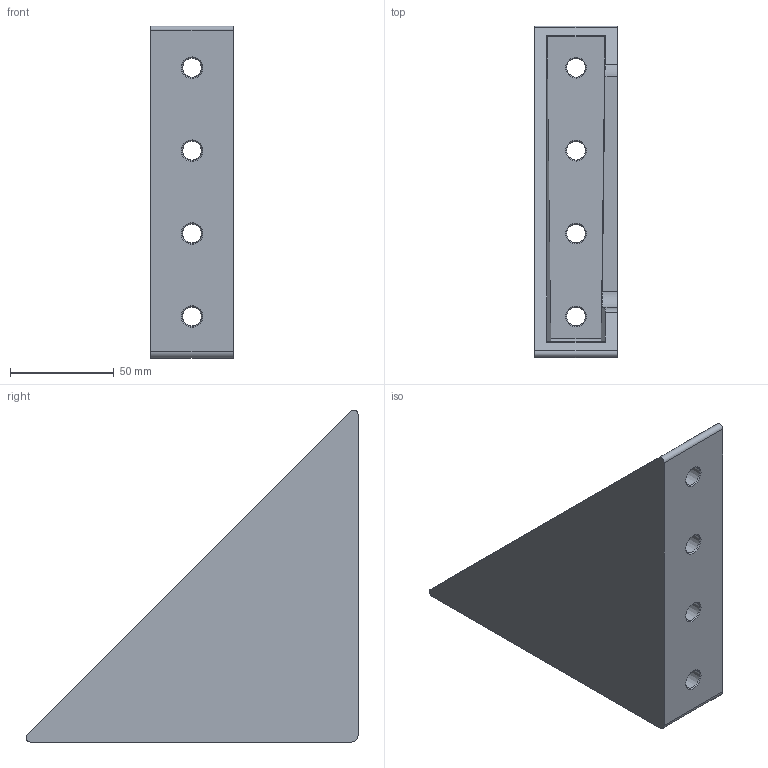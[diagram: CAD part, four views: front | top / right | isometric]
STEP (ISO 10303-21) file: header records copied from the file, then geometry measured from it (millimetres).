
FILE_DESCRIPTION(/* description */ ('STEP AP214'),/* implementation_level */ '2;1');
FILE_NAME(/* name */ '093W409(high)',/* time_stamp */ '2025-09-25T14:43:42+02:00',/* author */ ('License CC BY-ND 4.0'),/* organization */ ('CADENAS'),/* preprocessor_version */ 'ST-DEVELOPER v19.3',/* originating_system */ 'PARTsolutions',/* authorisation */ ' ');
FILE_SCHEMA (('AUTOMOTIVE_DESIGN {1 0 10303 214 3 1 1}'));
Length unit declared in the file: millimetre
Products named in the file (1): 093W409(high)
Bounding box: 40 x 160.17 x 160.17 mm (x, y, z)
Volume: 192270.7 mm3; surface area: 59932.5 mm2
Topology: 1 solids, 1 shells, 44 faces, 110 edges, 68 vertices
Faces by surface type: cone 24, plane 11, cylinder 9
Entity records: 1258 total; most frequent: DIRECTION 226, CARTESIAN_POINT 199, ORIENTED_EDGE 172, AXIS2_PLACEMENT_3D 95, EDGE_CURVE 86, EDGE_LOOP 84, FACE_BOUND 84, VERTEX_POINT 68
